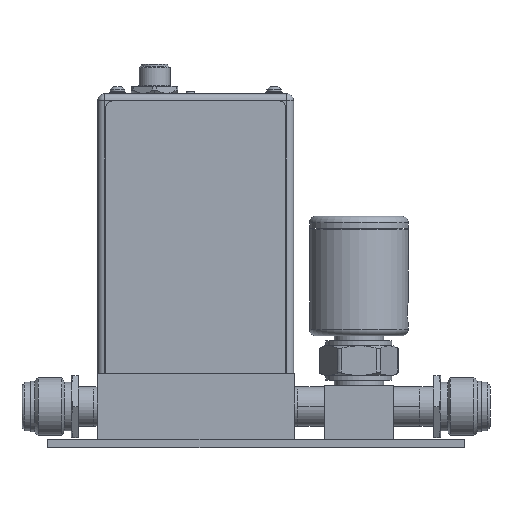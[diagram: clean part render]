
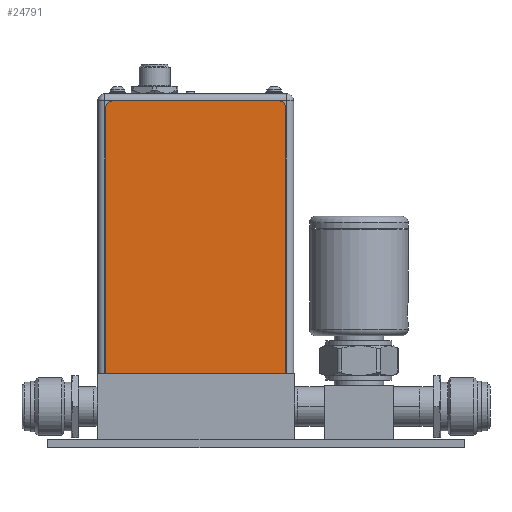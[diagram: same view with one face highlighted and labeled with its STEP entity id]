
A CAD part, top view. The second image highlights one B-rep face of the part: STEP entity #24791.
In plain terms, the highlighted planar face has unit normal (0, 0, 1).
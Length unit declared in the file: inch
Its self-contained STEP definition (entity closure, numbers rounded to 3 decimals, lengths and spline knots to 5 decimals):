
#24624=CARTESIAN_POINT('',(2.63,4.04,0.004));
#24625=DIRECTION('',(0.,0.,-1.));
#24626=DIRECTION('',(0.,1.,0.));
#24627=AXIS2_PLACEMENT_3D('',#24624,#24625,#24626);
#24629=DIRECTION('',(0.,-1.,0.));
#24630=VECTOR('',#24629,4.04);
#24631=CARTESIAN_POINT('',(2.73,4.04,0.004));
#24632=LINE('',#24631,#24630);
#24633=DIRECTION('',(-1.,0.,0.));
#24634=VECTOR('',#24633,2.73);
#24635=CARTESIAN_POINT('',(2.73,0.,0.004));
#24636=LINE('',#24635,#24634);
#24637=DIRECTION('',(0.,1.,0.));
#24638=VECTOR('',#24637,4.04);
#24639=CARTESIAN_POINT('',(0.,0.,0.004));
#24640=LINE('',#24639,#24638);
#24641=CARTESIAN_POINT('',(0.1,4.04,0.004));
#24642=DIRECTION('',(0.,0.,-1.));
#24643=DIRECTION('',(-1.,0.,0.));
#24644=AXIS2_PLACEMENT_3D('',#24641,#24642,#24643);
#24646=DIRECTION('',(1.,0.,0.));
#24647=VECTOR('',#24646,2.53);
#24648=CARTESIAN_POINT('',(0.1,4.14,0.004));
#24649=LINE('',#24648,#24647);
#24662=CARTESIAN_POINT('',(2.73,4.04,0.004));
#24663=VERTEX_POINT('',#24662);
#24664=CARTESIAN_POINT('',(2.63,4.14,0.004));
#24665=VERTEX_POINT('',#24664);
#24666=CARTESIAN_POINT('',(2.73,0.,0.004));
#24667=VERTEX_POINT('',#24666);
#24668=CARTESIAN_POINT('',(0.,0.,0.004));
#24669=VERTEX_POINT('',#24668);
#24670=CARTESIAN_POINT('',(0.,4.04,0.004));
#24671=VERTEX_POINT('',#24670);
#24672=CARTESIAN_POINT('',(0.1,4.14,0.004));
#24673=VERTEX_POINT('',#24672);
#24778=CARTESIAN_POINT('',(0.,0.,0.004));
#24779=DIRECTION('',(0.,0.,1.));
#24780=DIRECTION('',(1.,0.,0.));
#24781=AXIS2_PLACEMENT_3D('',#24778,#24779,#24780);
#24782=PLANE('',#24781);
#24783=ORIENTED_EDGE('',*,*,#24702,.T.);
#24784=ORIENTED_EDGE('',*,*,#24718,.T.);
#24785=ORIENTED_EDGE('',*,*,#24731,.T.);
#24786=ORIENTED_EDGE('',*,*,#24744,.T.);
#24787=ORIENTED_EDGE('',*,*,#24759,.T.);
#24788=ORIENTED_EDGE('',*,*,#24771,.T.);
#24789=EDGE_LOOP('',(#24783,#24784,#24785,#24786,#24787,#24788));
#24790=FACE_OUTER_BOUND('',#24789,.F.);
#24791=ADVANCED_FACE('',(#24790),#24782,.T.);
#24628=CIRCLE('',#24627,0.1);
#24645=CIRCLE('',#24644,0.1);
#24702=EDGE_CURVE('',#24665,#24663,#24628,.T.);
#24718=EDGE_CURVE('',#24663,#24667,#24632,.T.);
#24731=EDGE_CURVE('',#24667,#24669,#24636,.T.);
#24744=EDGE_CURVE('',#24669,#24671,#24640,.T.);
#24759=EDGE_CURVE('',#24671,#24673,#24645,.T.);
#24771=EDGE_CURVE('',#24673,#24665,#24649,.T.);
